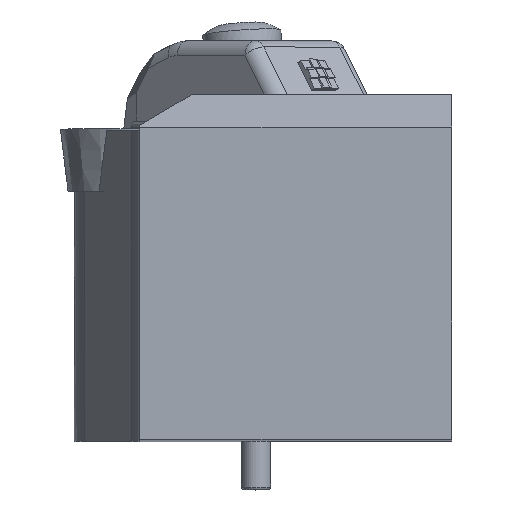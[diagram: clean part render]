
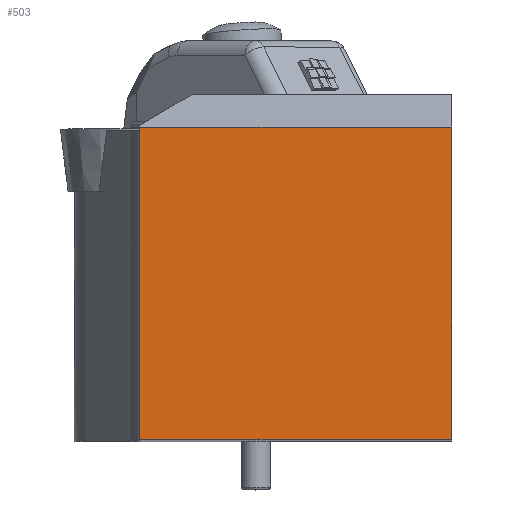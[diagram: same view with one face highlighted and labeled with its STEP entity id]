
A CAD part, top view. The second image highlights one B-rep face of the part: STEP entity #503.
In plain terms, the highlighted planar face has unit normal (0, 0, 1).
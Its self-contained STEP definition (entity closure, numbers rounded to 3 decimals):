
#198=FACE_OUTER_BOUND('',#1651,.T.);
#407=PLANE('',#4523);
#503=ADVANCED_FACE('',(#198),#407,.T.);
#771=LINE('',#5769,#1106);
#784=LINE('',#5804,#1119);
#798=LINE('',#5849,#1133);
#799=LINE('',#5851,#1134);
#1106=VECTOR('',#4787,1.);
#1119=VECTOR('',#4812,1.);
#1133=VECTOR('',#4846,1.);
#1134=VECTOR('',#4847,1.);
#1651=EDGE_LOOP('',(#1992,#1993,#1994,#1995));
#1992=ORIENTED_EDGE('',*,*,#3599,.F.);
#1993=ORIENTED_EDGE('',*,*,#3619,.F.);
#1994=ORIENTED_EDGE('',*,*,#3620,.T.);
#1995=ORIENTED_EDGE('',*,*,#3582,.T.);
#3171=VERTEX_POINT('',#5768);
#3172=VERTEX_POINT('',#5770);
#3187=VERTEX_POINT('',#5803);
#3201=VERTEX_POINT('',#5850);
#3582=EDGE_CURVE('',#3172,#3171,#771,.T.);
#3599=EDGE_CURVE('',#3187,#3171,#784,.T.);
#3619=EDGE_CURVE('',#3201,#3187,#798,.T.);
#3620=EDGE_CURVE('',#3201,#3172,#799,.T.);
#4523=AXIS2_PLACEMENT_3D('',#5852,#4848,#4849);
#4787=DIRECTION('',(1.,0.,0.));
#4812=DIRECTION('',(0.,-1.,0.));
#4846=DIRECTION('',(1.,0.,0.));
#4847=DIRECTION('',(0.,-1.,0.));
#4848=DIRECTION('',(0.,0.,1.));
#4849=DIRECTION('',(0.,1.,0.));
#5768=CARTESIAN_POINT('',(0.,0.,0.));
#5769=CARTESIAN_POINT('',(-46.,0.,0.));
#5770=CARTESIAN_POINT('',(-31.9,0.,0.));
#5803=CARTESIAN_POINT('',(0.,31.9,0.));
#5804=CARTESIAN_POINT('',(0.,42.,0.));
#5849=CARTESIAN_POINT('',(-46.,31.9,0.));
#5850=CARTESIAN_POINT('',(-31.9,31.9,0.));
#5851=CARTESIAN_POINT('',(-31.9,42.,0.));
#5852=CARTESIAN_POINT('',(-46.,31.9,0.));
